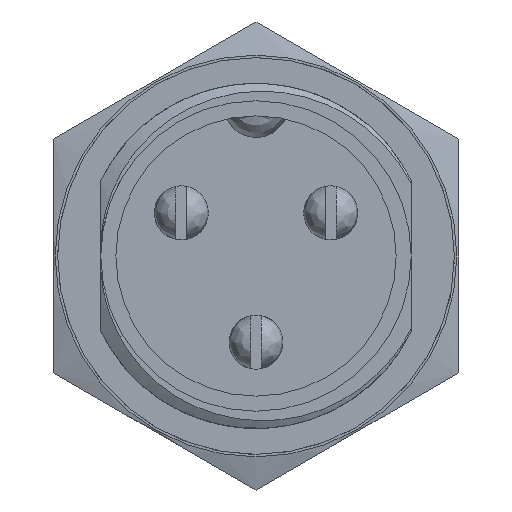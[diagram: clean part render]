
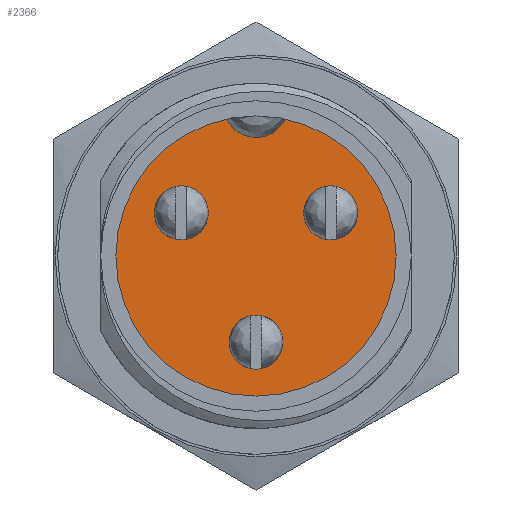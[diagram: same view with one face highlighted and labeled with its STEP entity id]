
A CAD part, front view. The second image highlights one B-rep face of the part: STEP entity #2366.
In plain terms, the highlighted planar face has unit normal (0, -1, 0).
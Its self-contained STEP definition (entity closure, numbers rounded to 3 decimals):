
#44=FACE_BOUND('',#709,.T.);
#45=FACE_BOUND('',#710,.T.);
#46=FACE_BOUND('',#711,.T.);
#112=CIRCLE('',#2505,1.25);
#114=CIRCLE('',#2508,1.25);
#116=CIRCLE('',#2511,1.25);
#118=CIRCLE('',#2514,6.5);
#430=PLANE('',#2516);
#557=FACE_OUTER_BOUND('',#708,.T.);
#708=EDGE_LOOP('',(#2007));
#709=EDGE_LOOP('',(#2008));
#710=EDGE_LOOP('',(#2009));
#711=EDGE_LOOP('',(#2010));
#1078=VERTEX_POINT('',#6717);
#1080=VERTEX_POINT('',#6723);
#1082=VERTEX_POINT('',#6729);
#1084=VERTEX_POINT('',#6735);
#1395=EDGE_CURVE('',#1078,#1078,#112,.T.);
#1398=EDGE_CURVE('',#1080,#1080,#114,.T.);
#1401=EDGE_CURVE('',#1082,#1082,#116,.T.);
#1404=EDGE_CURVE('',#1084,#1084,#118,.T.);
#2007=ORIENTED_EDGE('',*,*,#1404,.F.);
#2008=ORIENTED_EDGE('',*,*,#1401,.F.);
#2009=ORIENTED_EDGE('',*,*,#1398,.F.);
#2010=ORIENTED_EDGE('',*,*,#1395,.F.);
#2366=ADVANCED_FACE('',(#557,#44,#45,#46),#430,.F.);
#2505=AXIS2_PLACEMENT_3D('',#6719,#2812,#2813);
#2508=AXIS2_PLACEMENT_3D('',#6725,#2819,#2820);
#2511=AXIS2_PLACEMENT_3D('',#6731,#2826,#2827);
#2514=AXIS2_PLACEMENT_3D('',#6737,#2833,#2834);
#2516=AXIS2_PLACEMENT_3D('',#6739,#2837,#2838);
#2812=DIRECTION('center_axis',(0.,-1.,0.));
#2813=DIRECTION('ref_axis',(1.,0.,0.));
#2819=DIRECTION('center_axis',(0.,-1.,0.));
#2820=DIRECTION('ref_axis',(1.,0.,0.));
#2826=DIRECTION('center_axis',(0.,-1.,0.));
#2827=DIRECTION('ref_axis',(1.,0.,0.));
#2833=DIRECTION('center_axis',(0.,1.,0.));
#2834=DIRECTION('ref_axis',(1.,0.,0.));
#2837=DIRECTION('center_axis',(0.,1.,0.));
#2838=DIRECTION('ref_axis',(1.,0.,0.));
#6717=CARTESIAN_POINT('',(-1.25,5.7,-4.));
#6719=CARTESIAN_POINT('Origin',(0.,5.7,-4.));
#6723=CARTESIAN_POINT('',(2.214,5.7,2.));
#6725=CARTESIAN_POINT('Origin',(3.464,5.7,2.));
#6729=CARTESIAN_POINT('',(-4.714,5.7,2.));
#6731=CARTESIAN_POINT('Origin',(-3.464,5.7,2.));
#6735=CARTESIAN_POINT('',(-6.5,5.7,0.));
#6737=CARTESIAN_POINT('Origin',(0.,5.7,0.));
#6739=CARTESIAN_POINT('Origin',(0.,5.7,0.));
